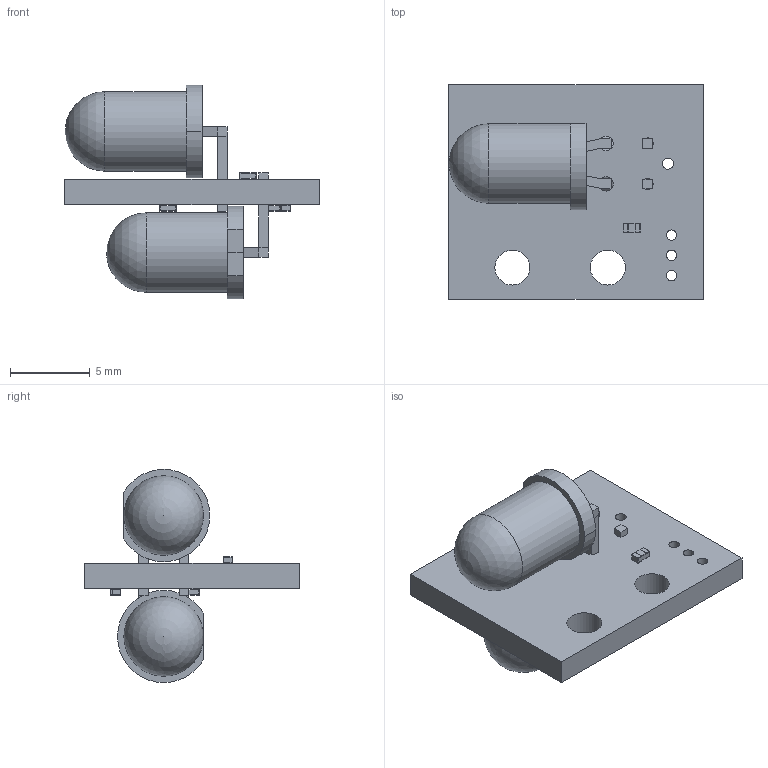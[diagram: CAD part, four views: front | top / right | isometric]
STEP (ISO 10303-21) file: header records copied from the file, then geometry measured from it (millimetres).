
FILE_DESCRIPTION(('FreeCAD Model'),'2;1');
FILE_NAME('sensor_board.step','2018-03-17T15:38:48',(''),(''), 'Open CASCADE STEP processor 6.8','FreeCAD','Unknown');
FILE_SCHEMA(('AUTOMOTIVE_DESIGN_CC2 { 1 2 10303 214 -1 1 5 4 }'));
Length unit declared in the file: millimetre
Products named in the file (1): sensor_board
Bounding box: 16 x 13.5 x 13.4 mm (x, y, z)
Volume: 654.8 mm3; surface area: 956.5 mm2
Topology: 2 solids, 2 shells, 194 faces, 578 edges, 376 vertices
Faces by surface type: plane 136, cylinder 56, sphere 2
Full cylindrical faces by diameter (mm): 0.65 x3, 0.7 x1, 0.9 x2, 2.2 x2, 5 x2
Entity records: 7984 total; most frequent: ORIENTED_EDGE 1152, CARTESIAN_POINT 1151, DIRECTION 1090, EDGE_CURVE 576, LINE 452, VECTOR 452, VERTEX_POINT 380, AXIS2_PLACEMENT_3D 319
